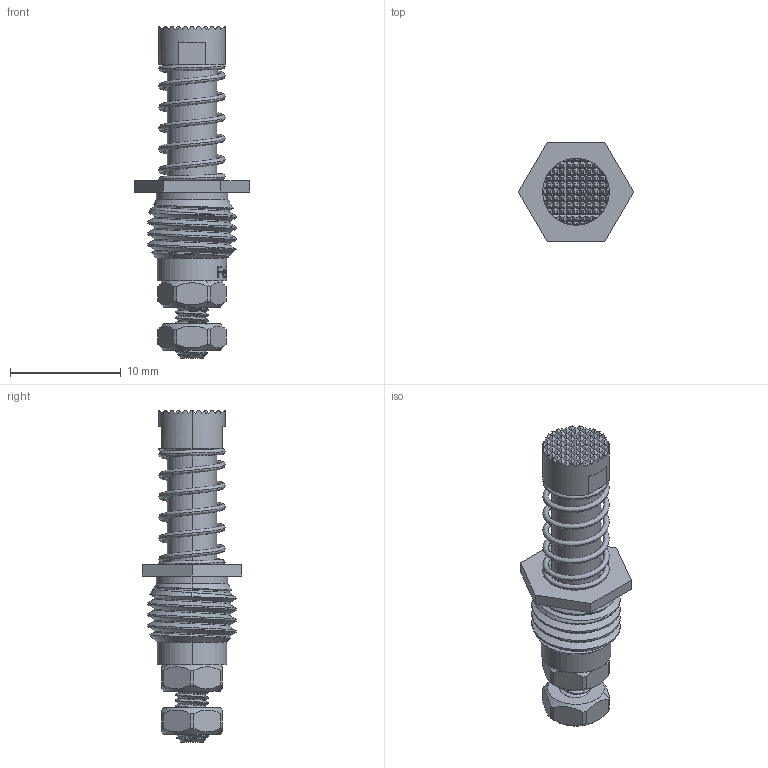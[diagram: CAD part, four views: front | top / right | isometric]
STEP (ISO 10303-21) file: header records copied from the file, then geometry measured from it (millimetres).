
FILE_DESCRIPTION (( 'STEP AP203' ), '1' );
FILE_NAME ('MOD-1860C005.step', '2015-07-09T11:00:33', ( 'firstrun' ), ( 'Hewlett-Packard Company' ), 'SwSTEP 2.0', 'SolidWorks 2012', '' );
FILE_SCHEMA (( 'CONFIG_CONTROL_DESIGN' ));
Length unit declared in the file: millimetre
Products named in the file (1): MOD-1860C005
Bounding box: 10.39 x 9 x 30 mm (x, y, z)
Volume: 789 mm3; surface area: 997.5 mm2
Topology: 1 solids, 1 shells, 706 faces, 1643 edges, 958 vertices
Faces by surface type: plane 557, bspline 70, cylinder 61, cone 16, torus 2
Entity records: 28689 total; most frequent: CARTESIAN_POINT 13927, ORIENTED_EDGE 3286, DIRECTION 2604, EDGE_CURVE 1643, LINE 1072, VECTOR 1072, VERTEX_POINT 958, AXIS2_PLACEMENT_3D 766
